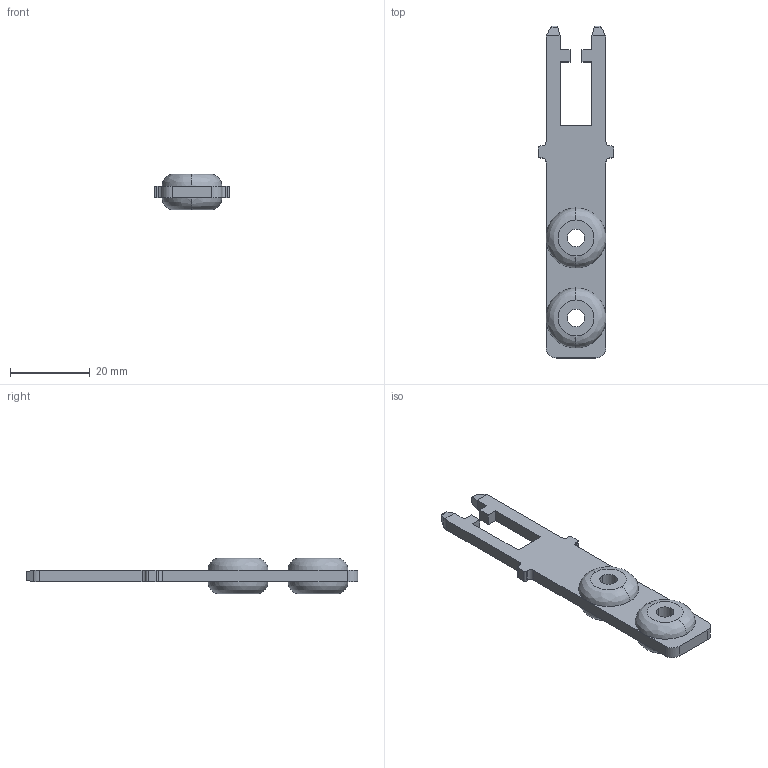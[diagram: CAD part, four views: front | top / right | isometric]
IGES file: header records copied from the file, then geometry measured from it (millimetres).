
Start section: Elysium IGES Interface
Global section: file name: 53HIE10_S2.igs; native system: SolidDesigner 14.00A  08-Mar-2006; preprocessor: OneSpace IGES_3D V2.2; author: Unknown; organization: Unknown; date: 20060714.084815; units: millimetre
Bounding box: 19 x 83 x 9 mm (x, y, z)
Volume: 4703.8 mm3; surface area: 3383.4 mm2
Topology: 1 solids, 1 shells, 70 faces, 192 edges, 124 vertices
Faces by surface type: bspline 70
